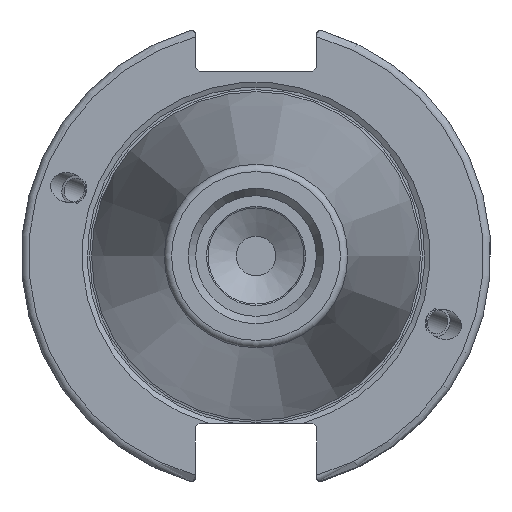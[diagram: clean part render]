
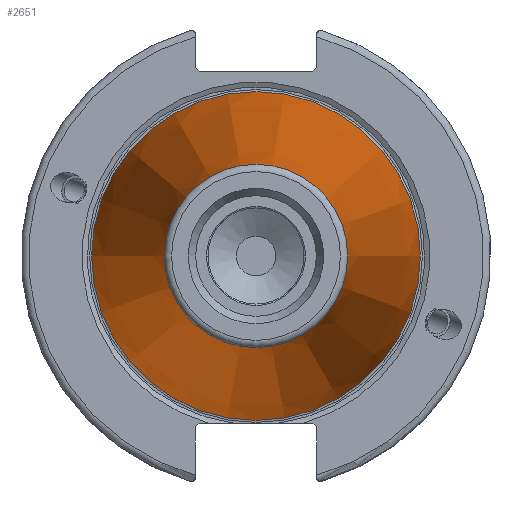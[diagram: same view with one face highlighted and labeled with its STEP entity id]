
A CAD part, left-side view. The second image highlights one B-rep face of the part: STEP entity #2651.
In plain terms, the highlighted conical face has half-angle 8.297 degrees and reference radius 17.248 mm.
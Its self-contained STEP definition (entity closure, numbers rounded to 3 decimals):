
#165=CONICAL_SURFACE('',#3008,17.248,0.145);
#313=FACE_OUTER_BOUND('',#484,.T.);
#484=EDGE_LOOP('',(#2138,#2139,#2140,#2141,#2142));
#669=LINE('',#4848,#843);
#843=VECTOR('',#3607,17.248);
#998=CIRCLE('',#3002,12.397);
#999=CIRCLE('',#3003,12.397);
#1003=CIRCLE('',#3009,22.225);
#1232=VERTEX_POINT('',#4835);
#1233=VERTEX_POINT('',#4836);
#1236=VERTEX_POINT('',#4846);
#1561=EDGE_CURVE('',#1232,#1233,#998,.T.);
#1562=EDGE_CURVE('',#1233,#1232,#999,.T.);
#1566=EDGE_CURVE('',#1236,#1236,#1003,.T.);
#1567=EDGE_CURVE('',#1236,#1233,#669,.T.);
#2138=ORIENTED_EDGE('',*,*,#1566,.F.);
#2139=ORIENTED_EDGE('',*,*,#1567,.T.);
#2140=ORIENTED_EDGE('',*,*,#1561,.F.);
#2141=ORIENTED_EDGE('',*,*,#1562,.F.);
#2142=ORIENTED_EDGE('',*,*,#1567,.F.);
#2651=ADVANCED_FACE('',(#313),#165,.T.);
#3002=AXIS2_PLACEMENT_3D('',#4837,#3591,#3592);
#3003=AXIS2_PLACEMENT_3D('',#4838,#3593,#3594);
#3008=AXIS2_PLACEMENT_3D('',#4845,#3603,#3604);
#3009=AXIS2_PLACEMENT_3D('',#4847,#3605,#3606);
#3591=DIRECTION('center_axis',(-1.,0.,0.));
#3592=DIRECTION('ref_axis',(0.,-1.,0.));
#3593=DIRECTION('center_axis',(-1.,0.,0.));
#3594=DIRECTION('ref_axis',(0.,-1.,0.));
#3603=DIRECTION('center_axis',(1.,0.,0.));
#3604=DIRECTION('ref_axis',(0.,1.,0.));
#3605=DIRECTION('center_axis',(1.,0.,0.));
#3606=DIRECTION('ref_axis',(0.,0.,-1.));
#3607=DIRECTION('',(-0.99,0.144,0.));
#4835=CARTESIAN_POINT('',(-67.394,0.,12.397));
#4836=CARTESIAN_POINT('',(-67.394,-12.397,0.));
#4837=CARTESIAN_POINT('Origin',(-67.394,0.,0.));
#4838=CARTESIAN_POINT('Origin',(-67.394,0.,0.));
#4845=CARTESIAN_POINT('Origin',(-34.125,0.,0.));
#4846=CARTESIAN_POINT('',(0.,-22.225,0.));
#4847=CARTESIAN_POINT('Origin',(0.,0.,0.));
#4848=CARTESIAN_POINT('',(-34.125,-17.248,0.));
